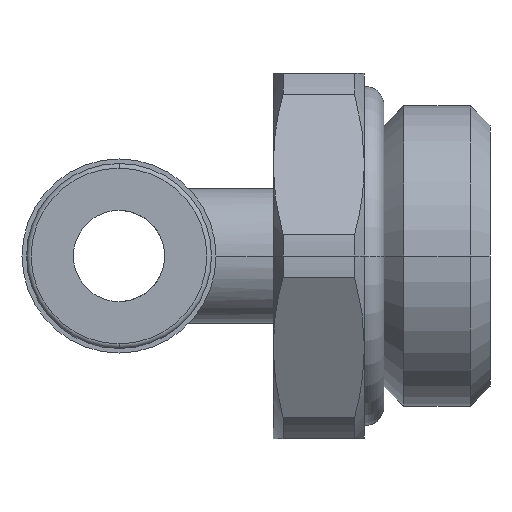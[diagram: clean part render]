
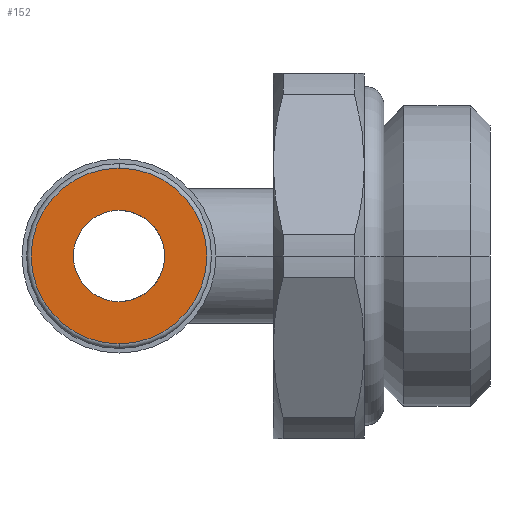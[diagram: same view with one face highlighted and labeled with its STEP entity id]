
A CAD part, left-side view. The second image highlights one B-rep face of the part: STEP entity #152.
In plain terms, the highlighted planar face has unit normal (-1, 0, 0).
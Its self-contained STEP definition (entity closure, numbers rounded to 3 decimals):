
#152=ADVANCED_FACE('',(#389,#390),#391,.T.);
#389=FACE_BOUND('',#646,.T.);
#390=FACE_OUTER_BOUND('',#647,.T.);
#391=PLANE('',#648);
#646=EDGE_LOOP('',(#1523,#1524));
#647=EDGE_LOOP('',(#1525,#1526,#1527));
#648=AXIS2_PLACEMENT_3D('',#1528,#1529,#1530);
#1523=ORIENTED_EDGE('',*,*,#1874,.T.);
#1524=ORIENTED_EDGE('',*,*,#1779,.T.);
#1525=ORIENTED_EDGE('',*,*,#1943,.T.);
#1526=ORIENTED_EDGE('',*,*,#1718,.T.);
#1527=ORIENTED_EDGE('',*,*,#1944,.T.);
#1528=CARTESIAN_POINT('',(-14.5,8.826,0.0));
#1529=DIRECTION('',(-1.0,0.,0.0));
#1530=DIRECTION('',(0.,-1.0,0.0));
#1718=EDGE_CURVE('',#2071,#2077,#2079,.T.);
#1779=EDGE_CURVE('',#2182,#2185,#2187,.T.);
#1874=EDGE_CURVE('',#2185,#2182,#2338,.T.);
#1943=EDGE_CURVE('',#2436,#2071,#2437,.T.);
#1944=EDGE_CURVE('',#2077,#2436,#2438,.T.);
#2071=VERTEX_POINT('',#2665);
#2077=VERTEX_POINT('',#2671);
#2079=CIRCLE('',#2673,3.848);
#2182=VERTEX_POINT('',#2871);
#2185=VERTEX_POINT('',#2875);
#2187=CIRCLE('',#2878,2.0);
#2338=CIRCLE('',#3237,2.0);
#2436=VERTEX_POINT('',#3565);
#2437=CIRCLE('',#3566,3.848);
#2438=CIRCLE('',#3567,3.848);
#2665=CARTESIAN_POINT('',(-14.5,10.75,3.848));
#2671=CARTESIAN_POINT('',(-14.5,10.75,-3.848));
#2673=AXIS2_PLACEMENT_3D('',#3726,#3727,#3728);
#2871=CARTESIAN_POINT('',(-14.5,10.75,-2.0));
#2875=CARTESIAN_POINT('',(-14.5,10.75,2.0));
#2878=AXIS2_PLACEMENT_3D('',#3838,#3839,#3840);
#3237=AXIS2_PLACEMENT_3D('',#3991,#3992,#3993);
#3565=CARTESIAN_POINT('',(-14.5,6.903,0.0));
#3566=AXIS2_PLACEMENT_3D('',#4118,#4119,#4120);
#3567=AXIS2_PLACEMENT_3D('',#4121,#4122,#4123);
#3726=CARTESIAN_POINT('',(-14.5,10.75,0.0));
#3727=DIRECTION('',(-1.0,0.,0.0));
#3728=DIRECTION('',(0.,-1.0,0.0));
#3838=CARTESIAN_POINT('',(-14.5,10.75,0.0));
#3839=DIRECTION('',(1.0,0.,0.0));
#3840=DIRECTION('',(0.0,0.0,-1.0));
#3991=CARTESIAN_POINT('',(-14.5,10.75,0.0));
#3992=DIRECTION('',(1.0,0.,0.0));
#3993=DIRECTION('',(0.0,0.0,-1.0));
#4118=CARTESIAN_POINT('',(-14.5,10.75,0.0));
#4119=DIRECTION('',(-1.0,0.,0.0));
#4120=DIRECTION('',(0.,-1.0,0.0));
#4121=CARTESIAN_POINT('',(-14.5,10.75,0.0));
#4122=DIRECTION('',(-1.0,0.,0.0));
#4123=DIRECTION('',(0.,-1.0,0.0));
